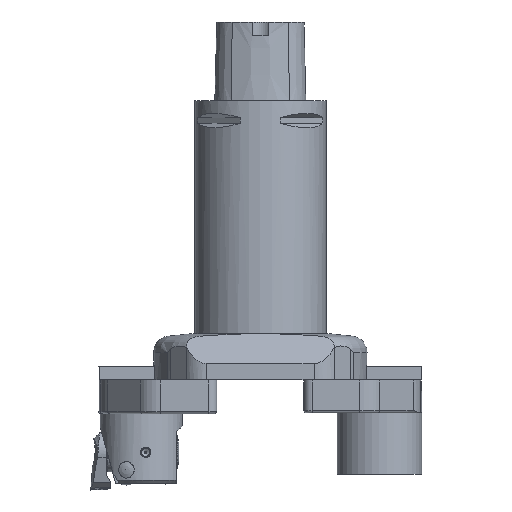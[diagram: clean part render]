
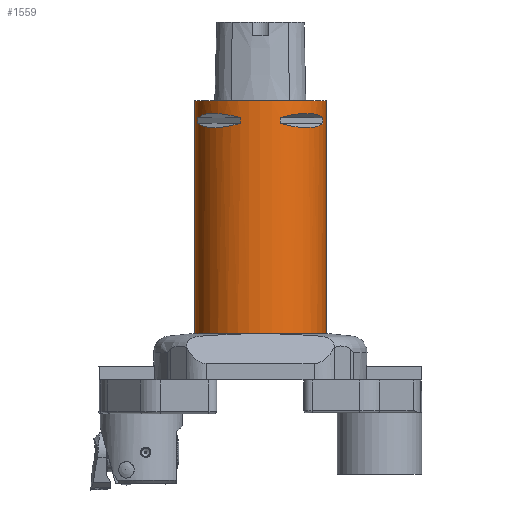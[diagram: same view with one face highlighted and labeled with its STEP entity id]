
A CAD part, front view. The second image highlights one B-rep face of the part: STEP entity #1559.
In plain terms, the highlighted cylindrical face has radius 40 mm (diameter 80 mm), a full revolution.
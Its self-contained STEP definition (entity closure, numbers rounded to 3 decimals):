
#538=FACE_BOUND('',#2945,.T.);
#539=FACE_BOUND('',#2946,.T.);
#540=FACE_BOUND('',#2947,.T.);
#541=FACE_BOUND('',#2948,.T.);
#542=FACE_BOUND('',#2949,.T.);
#543=FACE_BOUND('',#2950,.T.);
#676=ELLIPSE('',#10596,46.188,40.);
#677=ELLIPSE('',#10597,46.188,40.);
#678=ELLIPSE('',#10598,46.188,40.);
#679=ELLIPSE('',#10599,46.188,40.);
#680=ELLIPSE('',#10601,46.188,40.);
#681=ELLIPSE('',#10602,46.188,40.);
#682=ELLIPSE('',#10603,46.188,40.);
#683=ELLIPSE('',#10604,46.188,40.);
#762=CYLINDRICAL_SURFACE('',#10605,40.);
#1212=CIRCLE('',#10595,40.);
#1213=CIRCLE('',#10600,40.);
#1559=ADVANCED_FACE('',(#538,#539,#540,#541,#542,#543),#762,.T.);
#2945=EDGE_LOOP('',(#3678));
#2946=EDGE_LOOP('',(#3679,#3680,#3681,#3682));
#2947=EDGE_LOOP('',(#3683,#3684,#3685,#3686));
#2948=EDGE_LOOP('',(#3687));
#2949=EDGE_LOOP('',(#3688,#3689,#3690,#3691));
#2950=EDGE_LOOP('',(#3692,#3693,#3694,#3695));
#3678=ORIENTED_EDGE('',*,*,#7518,.F.);
#3679=ORIENTED_EDGE('',*,*,#7519,.T.);
#3680=ORIENTED_EDGE('',*,*,#7520,.T.);
#3681=ORIENTED_EDGE('',*,*,#7521,.T.);
#3682=ORIENTED_EDGE('',*,*,#7522,.T.);
#3683=ORIENTED_EDGE('',*,*,#7523,.T.);
#3684=ORIENTED_EDGE('',*,*,#7524,.T.);
#3685=ORIENTED_EDGE('',*,*,#7525,.T.);
#3686=ORIENTED_EDGE('',*,*,#7526,.T.);
#3687=ORIENTED_EDGE('',*,*,#7527,.T.);
#3688=ORIENTED_EDGE('',*,*,#7528,.T.);
#3689=ORIENTED_EDGE('',*,*,#7529,.T.);
#3690=ORIENTED_EDGE('',*,*,#7530,.T.);
#3691=ORIENTED_EDGE('',*,*,#7531,.T.);
#3692=ORIENTED_EDGE('',*,*,#7532,.T.);
#3693=ORIENTED_EDGE('',*,*,#7533,.T.);
#3694=ORIENTED_EDGE('',*,*,#7534,.T.);
#3695=ORIENTED_EDGE('',*,*,#7535,.T.);
#6516=VERTEX_POINT('',#14543);
#6517=VERTEX_POINT('',#14545);
#6518=VERTEX_POINT('',#14546);
#6519=VERTEX_POINT('',#14548);
#6520=VERTEX_POINT('',#14550);
#6521=VERTEX_POINT('',#14553);
#6522=VERTEX_POINT('',#14554);
#6523=VERTEX_POINT('',#14556);
#6524=VERTEX_POINT('',#14558);
#6525=VERTEX_POINT('',#14561);
#6526=VERTEX_POINT('',#14563);
#6527=VERTEX_POINT('',#14564);
#6528=VERTEX_POINT('',#14566);
#6529=VERTEX_POINT('',#14568);
#6530=VERTEX_POINT('',#14571);
#6531=VERTEX_POINT('',#14572);
#6532=VERTEX_POINT('',#14574);
#6533=VERTEX_POINT('',#14576);
#7518=EDGE_CURVE('',#6516,#6516,#1212,.T.);
#7519=EDGE_CURVE('',#6517,#6518,#8933,.T.);
#7520=EDGE_CURVE('',#6518,#6519,#676,.T.);
#7521=EDGE_CURVE('',#6519,#6520,#8934,.T.);
#7522=EDGE_CURVE('',#6520,#6517,#677,.T.);
#7523=EDGE_CURVE('',#6521,#6522,#8935,.T.);
#7524=EDGE_CURVE('',#6522,#6523,#678,.T.);
#7525=EDGE_CURVE('',#6523,#6524,#8936,.T.);
#7526=EDGE_CURVE('',#6524,#6521,#679,.T.);
#7527=EDGE_CURVE('',#6525,#6525,#1213,.T.);
#7528=EDGE_CURVE('',#6526,#6527,#8937,.T.);
#7529=EDGE_CURVE('',#6527,#6528,#680,.T.);
#7530=EDGE_CURVE('',#6528,#6529,#8938,.T.);
#7531=EDGE_CURVE('',#6529,#6526,#681,.T.);
#7532=EDGE_CURVE('',#6530,#6531,#8939,.T.);
#7533=EDGE_CURVE('',#6531,#6532,#682,.T.);
#7534=EDGE_CURVE('',#6532,#6533,#8940,.T.);
#7535=EDGE_CURVE('',#6533,#6530,#683,.T.);
#8933=LINE('',#14544,#9648);
#8934=LINE('',#14549,#9649);
#8935=LINE('',#14552,#9650);
#8936=LINE('',#14557,#9651);
#8937=LINE('',#14562,#9652);
#8938=LINE('',#14567,#9653);
#8939=LINE('',#14570,#9654);
#8940=LINE('',#14575,#9655);
#9648=VECTOR('',#11689,1.);
#9649=VECTOR('',#11692,1.);
#9650=VECTOR('',#11695,1.);
#9651=VECTOR('',#11698,1.);
#9652=VECTOR('',#11703,1.);
#9653=VECTOR('',#11706,1.);
#9654=VECTOR('',#11709,1.);
#9655=VECTOR('',#11712,1.);
#10595=AXIS2_PLACEMENT_3D('',#14542,#11687,#11688);
#10596=AXIS2_PLACEMENT_3D('',#14547,#11690,#11691);
#10597=AXIS2_PLACEMENT_3D('',#14551,#11693,#11694);
#10598=AXIS2_PLACEMENT_3D('',#14555,#11696,#11697);
#10599=AXIS2_PLACEMENT_3D('',#14559,#11699,#11700);
#10600=AXIS2_PLACEMENT_3D('',#14560,#11701,#11702);
#10601=AXIS2_PLACEMENT_3D('',#14565,#11704,#11705);
#10602=AXIS2_PLACEMENT_3D('',#14569,#11707,#11708);
#10603=AXIS2_PLACEMENT_3D('',#14573,#11710,#11711);
#10604=AXIS2_PLACEMENT_3D('',#14577,#11713,#11714);
#10605=AXIS2_PLACEMENT_3D('',#14578,#11715,#11716);
#11687=DIRECTION('',(0.,0.,-1.));
#11688=DIRECTION('',(-1.,0.,0.));
#11689=DIRECTION('',(0.,0.,1.));
#11690=DIRECTION('',(-0.354,-0.354,0.866));
#11691=DIRECTION('',(-0.612,-0.612,-0.5));
#11692=DIRECTION('',(0.,0.,-1.));
#11693=DIRECTION('',(-0.354,-0.354,-0.866));
#11694=DIRECTION('',(0.612,0.612,-0.5));
#11695=DIRECTION('',(0.,0.,1.));
#11696=DIRECTION('',(0.354,0.354,0.866));
#11697=DIRECTION('',(0.612,0.612,-0.5));
#11698=DIRECTION('',(0.,0.,-1.));
#11699=DIRECTION('',(0.354,0.354,-0.866));
#11700=DIRECTION('',(-0.612,-0.612,-0.5));
#11701=DIRECTION('',(0.,0.,-1.));
#11702=DIRECTION('',(-1.,0.,0.));
#11703=DIRECTION('',(0.,0.,1.));
#11704=DIRECTION('',(0.354,-0.354,0.866));
#11705=DIRECTION('',(0.612,-0.612,-0.5));
#11706=DIRECTION('',(0.,0.,-1.));
#11707=DIRECTION('',(0.354,-0.354,-0.866));
#11708=DIRECTION('',(-0.612,0.612,-0.5));
#11709=DIRECTION('',(0.,0.,1.));
#11710=DIRECTION('',(-0.354,0.354,0.866));
#11711=DIRECTION('',(-0.612,0.612,-0.5));
#11712=DIRECTION('',(0.,0.,-1.));
#11713=DIRECTION('',(-0.354,0.354,-0.866));
#11714=DIRECTION('',(0.612,-0.612,-0.5));
#11715=DIRECTION('',(0.,0.,-1.));
#11716=DIRECTION('',(-1.,0.,0.));
#14542=CARTESIAN_POINT('',(0.,0.,-141.9));
#14543=CARTESIAN_POINT('',(-40.,0.,-141.9));
#14544=CARTESIAN_POINT('',(38.115,12.133,0.));
#14545=CARTESIAN_POINT('',(38.115,12.133,-13.75));
#14546=CARTESIAN_POINT('',(38.115,12.133,-10.25));
#14547=CARTESIAN_POINT('',(0.,0.,-30.764));
#14548=CARTESIAN_POINT('',(12.133,38.115,-10.25));
#14549=CARTESIAN_POINT('',(12.133,38.115,0.));
#14550=CARTESIAN_POINT('',(12.133,38.115,-13.75));
#14551=CARTESIAN_POINT('',(0.,0.,6.764));
#14552=CARTESIAN_POINT('',(-38.115,-12.133,0.));
#14553=CARTESIAN_POINT('',(-38.115,-12.133,-13.75));
#14554=CARTESIAN_POINT('',(-38.115,-12.133,-10.25));
#14555=CARTESIAN_POINT('',(0.,0.,-30.764));
#14556=CARTESIAN_POINT('',(-12.133,-38.115,-10.25));
#14557=CARTESIAN_POINT('',(-12.133,-38.115,0.));
#14558=CARTESIAN_POINT('',(-12.133,-38.115,-13.75));
#14559=CARTESIAN_POINT('',(0.,0.,6.764));
#14560=CARTESIAN_POINT('',(0.,0.,0.));
#14561=CARTESIAN_POINT('',(-40.,0.,0.));
#14562=CARTESIAN_POINT('',(-12.133,38.115,0.));
#14563=CARTESIAN_POINT('',(-12.133,38.115,-13.75));
#14564=CARTESIAN_POINT('',(-12.133,38.115,-10.25));
#14565=CARTESIAN_POINT('',(0.,0.,-30.764));
#14566=CARTESIAN_POINT('',(-38.115,12.133,-10.25));
#14567=CARTESIAN_POINT('',(-38.115,12.133,0.));
#14568=CARTESIAN_POINT('',(-38.115,12.133,-13.75));
#14569=CARTESIAN_POINT('',(0.,0.,6.764));
#14570=CARTESIAN_POINT('',(12.133,-38.115,0.));
#14571=CARTESIAN_POINT('',(12.133,-38.115,-13.75));
#14572=CARTESIAN_POINT('',(12.133,-38.115,-10.25));
#14573=CARTESIAN_POINT('',(0.,0.,-30.764));
#14574=CARTESIAN_POINT('',(38.115,-12.133,-10.25));
#14575=CARTESIAN_POINT('',(38.115,-12.133,0.));
#14576=CARTESIAN_POINT('',(38.115,-12.133,-13.75));
#14577=CARTESIAN_POINT('',(0.,0.,6.764));
#14578=CARTESIAN_POINT('',(0.,0.,-140.));
